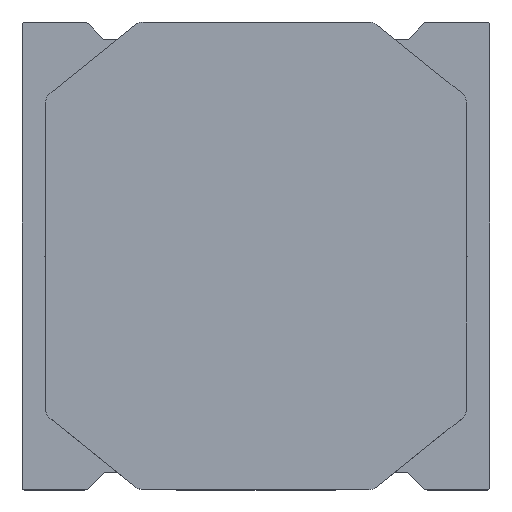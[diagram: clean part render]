
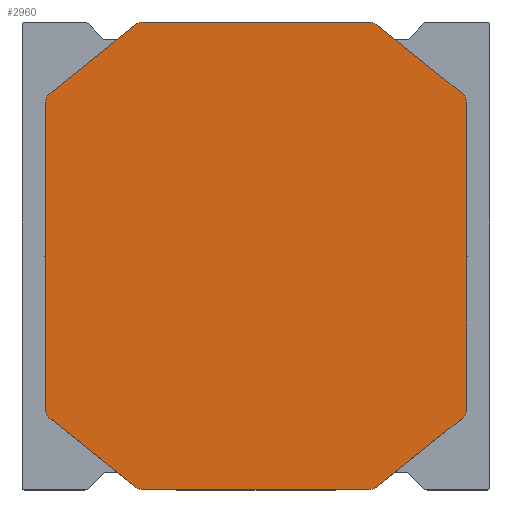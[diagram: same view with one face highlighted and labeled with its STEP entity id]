
A CAD part, top view. The second image highlights one B-rep face of the part: STEP entity #2960.
In plain terms, the highlighted free-form (B-spline) face has degree [1, 1] with [2, 2] control points.
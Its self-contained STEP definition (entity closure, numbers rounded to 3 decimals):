
#2960 = ADVANCED_FACE('',(#2961),#3083,.T.);
#2961 = FACE_BOUND('',#2962,.T.);
#2962 = EDGE_LOOP('',(#2963,#2973,#2980,#2988,#2995,#3003,#3010,#3018,
    #3025,#3033,#3040,#3048,#3055,#3063,#3070,#3078));
#2963 = ORIENTED_EDGE('',*,*,#2964,.T.);
#2964 = EDGE_CURVE('',#2965,#2967,#2969,.T.);
#2965 = VERTEX_POINT('',#2966);
#2966 = CARTESIAN_POINT('',(1.027,1.978,0.));
#2967 = VERTEX_POINT('',#2968);
#2968 = CARTESIAN_POINT('',(0.965,2.,0.));
#2969 = ( BOUNDED_CURVE() B_SPLINE_CURVE(2,(#2970,#2971,#2972),
.UNSPECIFIED.,.F.,.F.) B_SPLINE_CURVE_WITH_KNOTS((3,3),(0.,1.),
.PIECEWISE_BEZIER_KNOTS.) CURVE() GEOMETRIC_REPRESENTATION_ITEM() 
RATIONAL_B_SPLINE_CURVE((1.,0.944,1.)) REPRESENTATION_ITEM('') 
  );
#2970 = CARTESIAN_POINT('',(1.027,1.978,0.));
#2971 = CARTESIAN_POINT('',(1.,2.,0.));
#2972 = CARTESIAN_POINT('',(0.965,2.,0.));
#2973 = ORIENTED_EDGE('',*,*,#2974,.T.);
#2974 = EDGE_CURVE('',#2967,#2975,#2977,.T.);
#2975 = VERTEX_POINT('',#2976);
#2976 = CARTESIAN_POINT('',(-0.965,2.,0.));
#2977 = B_SPLINE_CURVE_WITH_KNOTS('',1,(#2978,#2979),.UNSPECIFIED.,.F.,
  .F.,(2,2),(0.,1.),.PIECEWISE_BEZIER_KNOTS.);
#2978 = CARTESIAN_POINT('',(0.965,2.,0.));
#2979 = CARTESIAN_POINT('',(-0.965,2.,0.));
#2980 = ORIENTED_EDGE('',*,*,#2981,.T.);
#2981 = EDGE_CURVE('',#2975,#2982,#2984,.T.);
#2982 = VERTEX_POINT('',#2983);
#2983 = CARTESIAN_POINT('',(-1.027,1.978,0.));
#2984 = ( BOUNDED_CURVE() B_SPLINE_CURVE(2,(#2985,#2986,#2987),
.UNSPECIFIED.,.F.,.F.) B_SPLINE_CURVE_WITH_KNOTS((3,3),(0.,1.),
.PIECEWISE_BEZIER_KNOTS.) CURVE() GEOMETRIC_REPRESENTATION_ITEM() 
RATIONAL_B_SPLINE_CURVE((1.,0.944,1.)) REPRESENTATION_ITEM('') 
  );
#2985 = CARTESIAN_POINT('',(-0.965,2.,0.));
#2986 = CARTESIAN_POINT('',(-1.,2.,0.));
#2987 = CARTESIAN_POINT('',(-1.027,1.978,0.));
#2988 = ORIENTED_EDGE('',*,*,#2989,.T.);
#2989 = EDGE_CURVE('',#2982,#2990,#2992,.T.);
#2990 = VERTEX_POINT('',#2991);
#2991 = CARTESIAN_POINT('',(-1.762,1.39,0.));
#2992 = B_SPLINE_CURVE_WITH_KNOTS('',1,(#2993,#2994),.UNSPECIFIED.,.F.,
  .F.,(2,2),(0.,1.),.PIECEWISE_BEZIER_KNOTS.);
#2993 = CARTESIAN_POINT('',(-1.027,1.978,0.));
#2994 = CARTESIAN_POINT('',(-1.762,1.39,0.));
#2995 = ORIENTED_EDGE('',*,*,#2996,.T.);
#2996 = EDGE_CURVE('',#2990,#2997,#2999,.T.);
#2997 = VERTEX_POINT('',#2998);
#2998 = CARTESIAN_POINT('',(-1.8,1.312,0.));
#2999 = ( BOUNDED_CURVE() B_SPLINE_CURVE(2,(#3000,#3001,#3002),
.UNSPECIFIED.,.F.,.F.) B_SPLINE_CURVE_WITH_KNOTS((3,3),(0.,1.),
.PIECEWISE_BEZIER_KNOTS.) CURVE() GEOMETRIC_REPRESENTATION_ITEM() 
RATIONAL_B_SPLINE_CURVE((1.,0.901,1.)) REPRESENTATION_ITEM('') 
  );
#3000 = CARTESIAN_POINT('',(-1.762,1.39,0.));
#3001 = CARTESIAN_POINT('',(-1.8,1.36,0.));
#3002 = CARTESIAN_POINT('',(-1.8,1.312,0.));
#3003 = ORIENTED_EDGE('',*,*,#3004,.T.);
#3004 = EDGE_CURVE('',#2997,#3005,#3007,.T.);
#3005 = VERTEX_POINT('',#3006);
#3006 = CARTESIAN_POINT('',(-1.8,-1.312,0.));
#3007 = B_SPLINE_CURVE_WITH_KNOTS('',1,(#3008,#3009),.UNSPECIFIED.,.F.,
  .F.,(2,2),(0.,1.),.PIECEWISE_BEZIER_KNOTS.);
#3008 = CARTESIAN_POINT('',(-1.8,1.312,0.));
#3009 = CARTESIAN_POINT('',(-1.8,-1.312,0.));
#3010 = ORIENTED_EDGE('',*,*,#3011,.T.);
#3011 = EDGE_CURVE('',#3005,#3012,#3014,.T.);
#3012 = VERTEX_POINT('',#3013);
#3013 = CARTESIAN_POINT('',(-1.762,-1.39,0.));
#3014 = ( BOUNDED_CURVE() B_SPLINE_CURVE(2,(#3015,#3016,#3017),
.UNSPECIFIED.,.F.,.F.) B_SPLINE_CURVE_WITH_KNOTS((3,3),(0.,1.),
.PIECEWISE_BEZIER_KNOTS.) CURVE() GEOMETRIC_REPRESENTATION_ITEM() 
RATIONAL_B_SPLINE_CURVE((1.,0.901,1.)) REPRESENTATION_ITEM('') 
  );
#3015 = CARTESIAN_POINT('',(-1.8,-1.312,0.));
#3016 = CARTESIAN_POINT('',(-1.8,-1.36,0.));
#3017 = CARTESIAN_POINT('',(-1.762,-1.39,0.));
#3018 = ORIENTED_EDGE('',*,*,#3019,.T.);
#3019 = EDGE_CURVE('',#3012,#3020,#3022,.T.);
#3020 = VERTEX_POINT('',#3021);
#3021 = CARTESIAN_POINT('',(-1.027,-1.978,0.));
#3022 = B_SPLINE_CURVE_WITH_KNOTS('',1,(#3023,#3024),.UNSPECIFIED.,.F.,
  .F.,(2,2),(0.,1.),.PIECEWISE_BEZIER_KNOTS.);
#3023 = CARTESIAN_POINT('',(-1.762,-1.39,0.));
#3024 = CARTESIAN_POINT('',(-1.027,-1.978,0.));
#3025 = ORIENTED_EDGE('',*,*,#3026,.T.);
#3026 = EDGE_CURVE('',#3020,#3027,#3029,.T.);
#3027 = VERTEX_POINT('',#3028);
#3028 = CARTESIAN_POINT('',(-0.965,-2.,0.));
#3029 = ( BOUNDED_CURVE() B_SPLINE_CURVE(2,(#3030,#3031,#3032),
.UNSPECIFIED.,.F.,.F.) B_SPLINE_CURVE_WITH_KNOTS((3,3),(0.,1.),
.PIECEWISE_BEZIER_KNOTS.) CURVE() GEOMETRIC_REPRESENTATION_ITEM() 
RATIONAL_B_SPLINE_CURVE((1.,0.944,1.)) REPRESENTATION_ITEM('') 
  );
#3030 = CARTESIAN_POINT('',(-1.027,-1.978,0.));
#3031 = CARTESIAN_POINT('',(-1.,-2.,0.));
#3032 = CARTESIAN_POINT('',(-0.965,-2.,0.));
#3033 = ORIENTED_EDGE('',*,*,#3034,.T.);
#3034 = EDGE_CURVE('',#3027,#3035,#3037,.T.);
#3035 = VERTEX_POINT('',#3036);
#3036 = CARTESIAN_POINT('',(0.965,-2.,0.));
#3037 = B_SPLINE_CURVE_WITH_KNOTS('',1,(#3038,#3039),.UNSPECIFIED.,.F.,
  .F.,(2,2),(0.,1.),.PIECEWISE_BEZIER_KNOTS.);
#3038 = CARTESIAN_POINT('',(-0.965,-2.,0.));
#3039 = CARTESIAN_POINT('',(0.965,-2.,0.));
#3040 = ORIENTED_EDGE('',*,*,#3041,.T.);
#3041 = EDGE_CURVE('',#3035,#3042,#3044,.T.);
#3042 = VERTEX_POINT('',#3043);
#3043 = CARTESIAN_POINT('',(1.027,-1.978,0.));
#3044 = ( BOUNDED_CURVE() B_SPLINE_CURVE(2,(#3045,#3046,#3047),
.UNSPECIFIED.,.F.,.F.) B_SPLINE_CURVE_WITH_KNOTS((3,3),(0.,1.),
.PIECEWISE_BEZIER_KNOTS.) CURVE() GEOMETRIC_REPRESENTATION_ITEM() 
RATIONAL_B_SPLINE_CURVE((1.,0.944,1.)) REPRESENTATION_ITEM('') 
  );
#3045 = CARTESIAN_POINT('',(0.965,-2.,0.));
#3046 = CARTESIAN_POINT('',(1.,-2.,0.));
#3047 = CARTESIAN_POINT('',(1.027,-1.978,0.));
#3048 = ORIENTED_EDGE('',*,*,#3049,.T.);
#3049 = EDGE_CURVE('',#3042,#3050,#3052,.T.);
#3050 = VERTEX_POINT('',#3051);
#3051 = CARTESIAN_POINT('',(1.762,-1.39,0.));
#3052 = B_SPLINE_CURVE_WITH_KNOTS('',1,(#3053,#3054),.UNSPECIFIED.,.F.,
  .F.,(2,2),(0.,1.),.PIECEWISE_BEZIER_KNOTS.);
#3053 = CARTESIAN_POINT('',(1.027,-1.978,0.));
#3054 = CARTESIAN_POINT('',(1.762,-1.39,0.));
#3055 = ORIENTED_EDGE('',*,*,#3056,.T.);
#3056 = EDGE_CURVE('',#3050,#3057,#3059,.T.);
#3057 = VERTEX_POINT('',#3058);
#3058 = CARTESIAN_POINT('',(1.8,-1.312,0.));
#3059 = ( BOUNDED_CURVE() B_SPLINE_CURVE(2,(#3060,#3061,#3062),
.UNSPECIFIED.,.F.,.F.) B_SPLINE_CURVE_WITH_KNOTS((3,3),(0.,1.),
.PIECEWISE_BEZIER_KNOTS.) CURVE() GEOMETRIC_REPRESENTATION_ITEM() 
RATIONAL_B_SPLINE_CURVE((1.,0.901,1.)) REPRESENTATION_ITEM('') 
  );
#3060 = CARTESIAN_POINT('',(1.762,-1.39,0.));
#3061 = CARTESIAN_POINT('',(1.8,-1.36,0.));
#3062 = CARTESIAN_POINT('',(1.8,-1.312,0.));
#3063 = ORIENTED_EDGE('',*,*,#3064,.T.);
#3064 = EDGE_CURVE('',#3057,#3065,#3067,.T.);
#3065 = VERTEX_POINT('',#3066);
#3066 = CARTESIAN_POINT('',(1.8,1.312,0.));
#3067 = B_SPLINE_CURVE_WITH_KNOTS('',1,(#3068,#3069),.UNSPECIFIED.,.F.,
  .F.,(2,2),(0.,1.),.PIECEWISE_BEZIER_KNOTS.);
#3068 = CARTESIAN_POINT('',(1.8,-1.312,0.));
#3069 = CARTESIAN_POINT('',(1.8,1.312,0.));
#3070 = ORIENTED_EDGE('',*,*,#3071,.T.);
#3071 = EDGE_CURVE('',#3065,#3072,#3074,.T.);
#3072 = VERTEX_POINT('',#3073);
#3073 = CARTESIAN_POINT('',(1.762,1.39,0.));
#3074 = ( BOUNDED_CURVE() B_SPLINE_CURVE(2,(#3075,#3076,#3077),
.UNSPECIFIED.,.F.,.F.) B_SPLINE_CURVE_WITH_KNOTS((3,3),(0.,1.),
.PIECEWISE_BEZIER_KNOTS.) CURVE() GEOMETRIC_REPRESENTATION_ITEM() 
RATIONAL_B_SPLINE_CURVE((1.,0.901,1.)) REPRESENTATION_ITEM('') 
  );
#3075 = CARTESIAN_POINT('',(1.8,1.312,0.));
#3076 = CARTESIAN_POINT('',(1.8,1.36,0.));
#3077 = CARTESIAN_POINT('',(1.762,1.39,0.));
#3078 = ORIENTED_EDGE('',*,*,#3079,.T.);
#3079 = EDGE_CURVE('',#3072,#2965,#3080,.T.);
#3080 = B_SPLINE_CURVE_WITH_KNOTS('',1,(#3081,#3082),.UNSPECIFIED.,.F.,
  .F.,(2,2),(0.,1.),.PIECEWISE_BEZIER_KNOTS.);
#3081 = CARTESIAN_POINT('',(1.762,1.39,0.));
#3082 = CARTESIAN_POINT('',(1.027,1.978,0.));
#3083 = B_SPLINE_SURFACE_WITH_KNOTS('',1,1,(
    (#3084,#3085)
    ,(#3086,#3087
    )),.UNSPECIFIED.,.F.,.F.,.F.,(2,2),(2,2),(0.,1.),(0.,1.),
  .PIECEWISE_BEZIER_KNOTS.);
#3084 = CARTESIAN_POINT('',(-2.,-2.2,0.));
#3085 = CARTESIAN_POINT('',(-2.,2.2,0.));
#3086 = CARTESIAN_POINT('',(2.4,-2.2,0.));
#3087 = CARTESIAN_POINT('',(2.4,2.2,0.));
